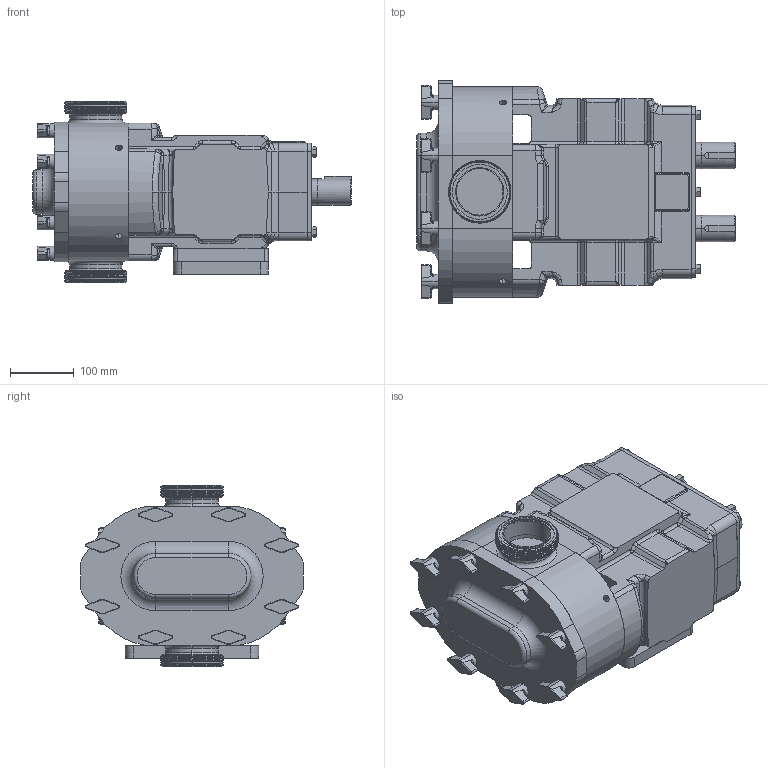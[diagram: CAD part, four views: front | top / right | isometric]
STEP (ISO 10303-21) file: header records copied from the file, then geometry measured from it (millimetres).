
FILE_DESCRIPTION (( 'STEP AP214' ), '1' );
FILE_NAME ('TRA10-1300-031.STEP', '2024-04-11T20:32:05', ( '' ), ( '' ), 'SwSTEP 2.0', 'SolidWorks 2022', '' );
FILE_SCHEMA (( 'AUTOMOTIVE_DESIGN' ));
Length unit declared in the file: inch
Products named in the file (5): TRA10-0600-COVER-STD; TRA10-1300-031; 1300SMS30; TRA10-1300-BODY; TRA10-0600-GEARBOX-V
Assembly tree (5 placements, depth 2):
  TRA10-1300-031
    TRA10-0600-GEARBOX-V
    TRA10-1300-BODY
    TRA10-0600-COVER-STD
    1300SMS30  x2
Bounding box: 499.28 x 349.25 x 284.48 mm (x, y, z)
Volume: 20964853.7 mm3; surface area: 909241 mm2
Topology: 5 solids, 5 shells, 1159 faces, 2775 edges, 1632 vertices
Faces by surface type: cylinder 384, plane 287, bspline 222, torus 136, cone 114, sphere 16
Entity records: 41831 total; most frequent: CARTESIAN_POINT 18439, ORIENTED_EDGE 5226, DIRECTION 4511, EDGE_CURVE 2613, AXIS2_PLACEMENT_3D 1762, VERTEX_POINT 1564, EDGE_LOOP 1145, FACE_OUTER_BOUND 1096
